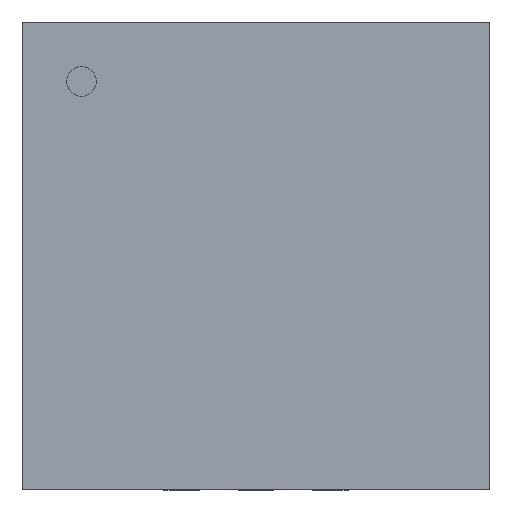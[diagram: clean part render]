
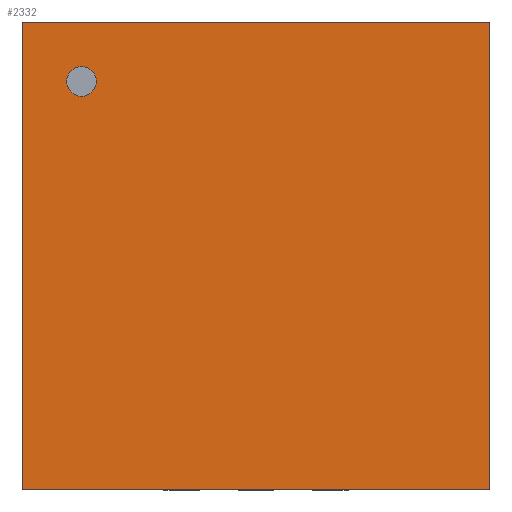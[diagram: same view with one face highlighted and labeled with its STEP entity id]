
A CAD part, top view. The second image highlights one B-rep face of the part: STEP entity #2332.
In plain terms, the highlighted planar face has unit normal (0, 0, 1).
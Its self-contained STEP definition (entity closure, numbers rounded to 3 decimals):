
#35=FACE_BOUND($,#355,.T.);
#81=PLANE($,#2531);
#210=FACE_OUTER_BOUND($,#354,.T.);
#354=EDGE_LOOP($,(#1892,#1893,#1894,#1895));
#355=EDGE_LOOP($,(#1896));
#552=LINE($,#3592,#828);
#558=LINE($,#3603,#834);
#583=LINE($,#3649,#859);
#584=LINE($,#3650,#860);
#828=VECTOR($,#2901,3.15);
#834=VECTOR($,#2909,3.15);
#859=VECTOR($,#2954,3.15);
#860=VECTOR($,#2955,3.15);
#1018=CIRCLE($,#2529,0.1);
#1142=VERTEX_POINT($,#3589);
#1143=VERTEX_POINT($,#3591);
#1146=VERTEX_POINT($,#3600);
#1147=VERTEX_POINT($,#3602);
#1158=VERTEX_POINT($,#3645);
#1400=EDGE_CURVE($,#1142,#1143,#552,.T.);
#1406=EDGE_CURVE($,#1146,#1147,#558,.T.);
#1432=EDGE_CURVE($,#1158,#1158,#1018,.T.);
#1433=EDGE_CURVE($,#1143,#1146,#583,.T.);
#1434=EDGE_CURVE($,#1147,#1142,#584,.T.);
#1892=ORIENTED_EDGE($,*,*,#1433,.F.);
#1893=ORIENTED_EDGE($,*,*,#1400,.F.);
#1894=ORIENTED_EDGE($,*,*,#1434,.F.);
#1895=ORIENTED_EDGE($,*,*,#1406,.F.);
#1896=ORIENTED_EDGE($,*,*,#1432,.T.);
#2332=ADVANCED_FACE($,(#210,#35),#81,.T.);
#2529=AXIS2_PLACEMENT_3D($,#3646,#2948,#2949);
#2531=AXIS2_PLACEMENT_3D($,#3648,#2952,#2953);
#2901=DIRECTION($,(-1.,0.,0.));
#2909=DIRECTION($,(1.,0.,0.));
#2948=DIRECTION('center_axis',(0.,0.,-1.));
#2949=DIRECTION('ref_axis',(1.,0.,0.));
#2952=DIRECTION('center_axis',(0.,0.,1.));
#2953=DIRECTION('ref_axis',(1.,0.,0.));
#2954=DIRECTION($,(0.,1.,0.));
#2955=DIRECTION($,(0.,-1.,0.));
#3589=CARTESIAN_POINT('',(1.575,-1.575,0.8));
#3591=CARTESIAN_POINT('',(-1.575,-1.575,0.8));
#3592=CARTESIAN_POINT($,(-1.575,-1.575,0.8));
#3600=CARTESIAN_POINT('',(-1.575,1.575,0.8));
#3602=CARTESIAN_POINT('',(1.575,1.575,0.8));
#3603=CARTESIAN_POINT($,(1.575,1.575,0.8));
#3645=CARTESIAN_POINT('',(-1.075,1.175,0.8));
#3646=CARTESIAN_POINT('Origin',(-1.175,1.175,0.8));
#3648=CARTESIAN_POINT('Origin',(0.,0.,
0.8));
#3649=CARTESIAN_POINT($,(-1.575,1.575,0.8));
#3650=CARTESIAN_POINT($,(1.575,-1.575,0.8));
